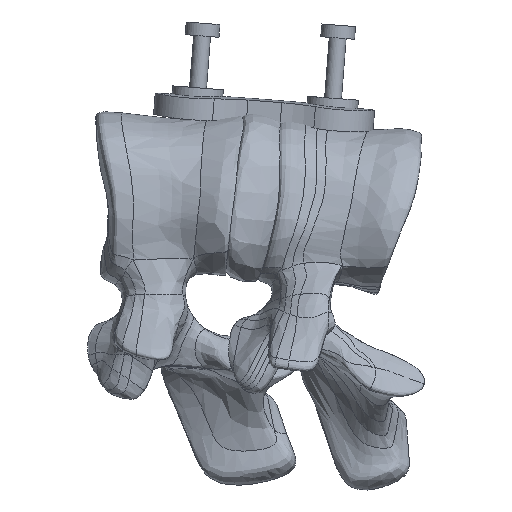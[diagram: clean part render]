
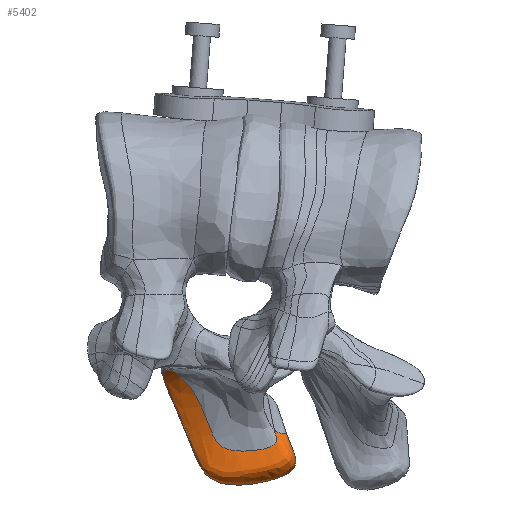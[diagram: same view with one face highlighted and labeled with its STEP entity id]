
A CAD part, left-side view. The second image highlights one B-rep face of the part: STEP entity #5402.
In plain terms, the highlighted free-form (B-spline) face has degree [3, 3] with [10, 6] control points.
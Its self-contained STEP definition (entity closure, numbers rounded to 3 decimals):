
#296=FACE_OUTER_BOUND('',#640,.T.);
#640=EDGE_LOOP('',(#3343,#3344,#3345,#3346,#3347,#3348));
#1002=B_SPLINE_CURVE_WITH_KNOTS('',3,(#6607,#6608,#6609,#6610,#6611),
 .UNSPECIFIED.,.F.,.F.,(4,1,4),(-7.,-6.,-5.),.UNSPECIFIED.);
#1003=B_SPLINE_CURVE_WITH_KNOTS('',3,(#6612,#6613,#6614,#6615,#6616,#6617,
#6618,#6619),.UNSPECIFIED.,.F.,.F.,(4,1,1,1,1,4),(-5.,-4.,-3.,-2.,-1.,0.),
 .UNSPECIFIED.);
#1030=B_SPLINE_CURVE_WITH_KNOTS('',3,(#7128,#7129,#7130,#7131,#7132,#7133),
 .UNSPECIFIED.,.F.,.F.,(4,1,1,4),(0.,1.,2.,3.),
 .UNSPECIFIED.);
#1031=B_SPLINE_CURVE_WITH_KNOTS('',3,(#7195,#7196,#7197,#7198,#7199,#7200,
#7201,#7202,#7203,#7204),.UNSPECIFIED.,.F.,.F.,(4,1,1,1,1,1,1,4),(0.,1.,
2.,3.,4.,5.,6.,7.),.UNSPECIFIED.);
#1032=B_SPLINE_CURVE_WITH_KNOTS('',3,(#7206,#7207,#7208,#7209,#7210),
 .UNSPECIFIED.,.F.,.F.,(4,1,4),(1.,2.,3.),.UNSPECIFIED.);
#1033=B_SPLINE_CURVE_WITH_KNOTS('',3,(#7211,#7212,#7213,#7214),
 .UNSPECIFIED.,.F.,.F.,(4,4),(0.,1.),.UNSPECIFIED.);
#1801=VERTEX_POINT('',#6457);
#1808=VERTEX_POINT('',#6526);
#1809=VERTEX_POINT('',#6606);
#1829=VERTEX_POINT('',#7114);
#1830=VERTEX_POINT('',#7194);
#1831=VERTEX_POINT('',#7205);
#2388=EDGE_CURVE('',#1809,#1808,#1002,.F.);
#2389=EDGE_CURVE('',#1801,#1809,#1003,.F.);
#2416=EDGE_CURVE('',#1829,#1801,#1030,.T.);
#2417=EDGE_CURVE('',#1829,#1830,#1031,.T.);
#2418=EDGE_CURVE('',#1831,#1808,#1032,.T.);
#2419=EDGE_CURVE('',#1830,#1831,#1033,.T.);
#3343=ORIENTED_EDGE('',*,*,#2417,.F.);
#3344=ORIENTED_EDGE('',*,*,#2416,.T.);
#3345=ORIENTED_EDGE('',*,*,#2389,.T.);
#3346=ORIENTED_EDGE('',*,*,#2388,.T.);
#3347=ORIENTED_EDGE('',*,*,#2418,.F.);
#3348=ORIENTED_EDGE('',*,*,#2419,.F.);
#5106=B_SPLINE_SURFACE_WITH_KNOTS('',3,3,((#7134,#7135,#7136,#7137,#7138,
#7139),(#7140,#7141,#7142,#7143,#7144,#7145),(#7146,#7147,#7148,#7149,#7150,
#7151),(#7152,#7153,#7154,#7155,#7156,#7157),(#7158,#7159,#7160,#7161,#7162,
#7163),(#7164,#7165,#7166,#7167,#7168,#7169),(#7170,#7171,#7172,#7173,#7174,
#7175),(#7176,#7177,#7178,#7179,#7180,#7181),(#7182,#7183,#7184,#7185,#7186,
#7187),(#7188,#7189,#7190,#7191,#7192,#7193)),.UNSPECIFIED.,.F.,.F.,.F.,
(4,1,1,1,1,1,1,4),(4,1,1,4),(-7.,-6.,-5.,-4.,-3.,-2.,-1.,0.),(0.,1.,2.,
3.),.UNSPECIFIED.);
#5402=ADVANCED_FACE('',(#296),#5106,.T.);
#6457=CARTESIAN_POINT('',(-2.424,1110.089,-52.004));
#6526=CARTESIAN_POINT('',(-5.486,1134.465,-37.56));
#6606=CARTESIAN_POINT('',(-2.368,1126.199,-49.264));
#6607=CARTESIAN_POINT('Ctrl Pts',(-5.486,1134.465,-37.56));
#6608=CARTESIAN_POINT('Ctrl Pts',(-4.645,1133.834,-38.095));
#6609=CARTESIAN_POINT('Ctrl Pts',(-3.007,1129.299,-41.66));
#6610=CARTESIAN_POINT('Ctrl Pts',(-2.499,1127.151,-46.743));
#6611=CARTESIAN_POINT('Ctrl Pts',(-2.368,1126.199,-49.264));
#6612=CARTESIAN_POINT('Ctrl Pts',(-2.368,1126.199,-49.264));
#6613=CARTESIAN_POINT('Ctrl Pts',(-2.236,1125.246,-51.786));
#6614=CARTESIAN_POINT('Ctrl Pts',(-2.217,1123.585,-56.79));
#6615=CARTESIAN_POINT('Ctrl Pts',(-2.98,1116.966,-57.222));
#6616=CARTESIAN_POINT('Ctrl Pts',(-3.433,1110.739,-56.491));
#6617=CARTESIAN_POINT('Ctrl Pts',(-3.157,1109.034,-54.192));
#6618=CARTESIAN_POINT('Ctrl Pts',(-2.439,1109.705,-53.837));
#6619=CARTESIAN_POINT('Ctrl Pts',(-2.424,1110.089,-52.004));
#7114=CARTESIAN_POINT('',(0.,1107.211,-52.905));
#7128=CARTESIAN_POINT('Ctrl Pts',(0.,1107.211,-52.905));
#7129=CARTESIAN_POINT('Ctrl Pts',(-0.606,1107.211,-52.905));
#7130=CARTESIAN_POINT('Ctrl Pts',(-1.67,1108.25,-52.879));
#7131=CARTESIAN_POINT('Ctrl Pts',(-2.185,1109.142,-52.74));
#7132=CARTESIAN_POINT('Ctrl Pts',(-2.329,1109.698,-52.406));
#7133=CARTESIAN_POINT('Ctrl Pts',(-2.424,1110.089,-52.004));
#7134=CARTESIAN_POINT('Ctrl Pts',(0.,1136.077,-38.933));
#7135=CARTESIAN_POINT('Ctrl Pts',(-0.66,1136.077,-38.933));
#7136=CARTESIAN_POINT('Ctrl Pts',(-1.724,1137.165,-38.477));
#7137=CARTESIAN_POINT('Ctrl Pts',(-3.3,1135.7,-38.063));
#7138=CARTESIAN_POINT('Ctrl Pts',(-4.44,1134.997,-37.716));
#7139=CARTESIAN_POINT('Ctrl Pts',(-5.486,1134.465,-37.56));
#7140=CARTESIAN_POINT('Ctrl Pts',(0.,1135.95,-40.305));
#7141=CARTESIAN_POINT('Ctrl Pts',(-0.509,1135.95,-40.305));
#7142=CARTESIAN_POINT('Ctrl Pts',(-1.357,1136.818,-39.926));
#7143=CARTESIAN_POINT('Ctrl Pts',(-2.799,1134.931,-39.424));
#7144=CARTESIAN_POINT('Ctrl Pts',(-4.115,1134.422,-38.05));
#7145=CARTESIAN_POINT('Ctrl Pts',(-4.645,1133.834,-38.095));
#7146=CARTESIAN_POINT('Ctrl Pts',(0.,1135.165,-43.72));
#7147=CARTESIAN_POINT('Ctrl Pts',(-0.268,1135.165,-43.72));
#7148=CARTESIAN_POINT('Ctrl Pts',(-0.738,1135.317,-43.632));
#7149=CARTESIAN_POINT('Ctrl Pts',(-1.708,1132.622,-42.849));
#7150=CARTESIAN_POINT('Ctrl Pts',(-2.497,1130.364,-42.121));
#7151=CARTESIAN_POINT('Ctrl Pts',(-3.007,1129.299,-41.66));
#7152=CARTESIAN_POINT('Ctrl Pts',(0.,1130.534,-52.125));
#7153=CARTESIAN_POINT('Ctrl Pts',(-0.003,1130.534,-52.125));
#7154=CARTESIAN_POINT('Ctrl Pts',(-0.01,1129.917,-52.007));
#7155=CARTESIAN_POINT('Ctrl Pts',(-0.985,1128.351,-51.179));
#7156=CARTESIAN_POINT('Ctrl Pts',(-1.818,1126.991,-50.163));
#7157=CARTESIAN_POINT('Ctrl Pts',(-2.246,1126.077,-49.284));
#7158=CARTESIAN_POINT('Ctrl Pts',(0.,1127.419,-64.036));
#7159=CARTESIAN_POINT('Ctrl Pts',(-0.666,1127.419,-64.036));
#7160=CARTESIAN_POINT('Ctrl Pts',(-1.835,1127.208,-63.618));
#7161=CARTESIAN_POINT('Ctrl Pts',(-1.859,1125.883,-61.502));
#7162=CARTESIAN_POINT('Ctrl Pts',(-1.866,1124.547,-58.97));
#7163=CARTESIAN_POINT('Ctrl Pts',(-2.217,1123.585,-56.79));
#7164=CARTESIAN_POINT('Ctrl Pts',(0.,1118.103,-65.878));
#7165=CARTESIAN_POINT('Ctrl Pts',(-1.614,1118.103,-65.878));
#7166=CARTESIAN_POINT('Ctrl Pts',(-4.447,1118.2,-63.063));
#7167=CARTESIAN_POINT('Ctrl Pts',(-3.825,1117.696,-60.658));
#7168=CARTESIAN_POINT('Ctrl Pts',(-2.933,1117.222,-58.817));
#7169=CARTESIAN_POINT('Ctrl Pts',(-2.98,1116.966,-57.222));
#7170=CARTESIAN_POINT('Ctrl Pts',(0.,1105.806,-62.892));
#7171=CARTESIAN_POINT('Ctrl Pts',(-1.994,1105.806,-62.892));
#7172=CARTESIAN_POINT('Ctrl Pts',(-5.492,1107.722,-61.031));
#7173=CARTESIAN_POINT('Ctrl Pts',(-4.919,1109.431,-59.305));
#7174=CARTESIAN_POINT('Ctrl Pts',(-3.713,1110.306,-57.828));
#7175=CARTESIAN_POINT('Ctrl Pts',(-3.433,1110.739,-56.491));
#7176=CARTESIAN_POINT('Ctrl Pts',(0.,1104.273,-58.995));
#7177=CARTESIAN_POINT('Ctrl Pts',(-1.34,1104.273,-58.995));
#7178=CARTESIAN_POINT('Ctrl Pts',(-3.691,1104.757,-58.19));
#7179=CARTESIAN_POINT('Ctrl Pts',(-3.787,1106.801,-56.388));
#7180=CARTESIAN_POINT('Ctrl Pts',(-3.288,1108.329,-54.998));
#7181=CARTESIAN_POINT('Ctrl Pts',(-3.157,1109.034,-54.192));
#7182=CARTESIAN_POINT('Ctrl Pts',(0.,1106.342,-55.315));
#7183=CARTESIAN_POINT('Ctrl Pts',(-0.749,1106.342,-55.315));
#7184=CARTESIAN_POINT('Ctrl Pts',(-2.064,1107.388,-55.256));
#7185=CARTESIAN_POINT('Ctrl Pts',(-2.461,1108.508,-54.868));
#7186=CARTESIAN_POINT('Ctrl Pts',(-2.431,1109.24,-54.336));
#7187=CARTESIAN_POINT('Ctrl Pts',(-2.439,1109.705,-53.837));
#7188=CARTESIAN_POINT('Ctrl Pts',(0.,1107.211,-52.905));
#7189=CARTESIAN_POINT('Ctrl Pts',(-0.606,1107.211,-52.905));
#7190=CARTESIAN_POINT('Ctrl Pts',(-1.67,1108.25,-52.879));
#7191=CARTESIAN_POINT('Ctrl Pts',(-2.185,1109.142,-52.74));
#7192=CARTESIAN_POINT('Ctrl Pts',(-2.329,1109.698,-52.406));
#7193=CARTESIAN_POINT('Ctrl Pts',(-2.424,1110.089,-52.004));
#7194=CARTESIAN_POINT('',(0.,1136.077,-38.933));
#7195=CARTESIAN_POINT('Ctrl Pts',(0.,1107.211,-52.905));
#7196=CARTESIAN_POINT('Ctrl Pts',(0.,1106.342,-55.315));
#7197=CARTESIAN_POINT('Ctrl Pts',(0.,1104.273,-58.995));
#7198=CARTESIAN_POINT('Ctrl Pts',(0.,1105.806,-62.892));
#7199=CARTESIAN_POINT('Ctrl Pts',(0.,1118.103,-65.878));
#7200=CARTESIAN_POINT('Ctrl Pts',(0.,1127.419,-64.036));
#7201=CARTESIAN_POINT('Ctrl Pts',(0.,1130.534,-52.125));
#7202=CARTESIAN_POINT('Ctrl Pts',(0.,1135.165,-43.72));
#7203=CARTESIAN_POINT('Ctrl Pts',(0.,1135.95,-40.305));
#7204=CARTESIAN_POINT('Ctrl Pts',(0.,1136.077,-38.933));
#7205=CARTESIAN_POINT('',(-1.72,1136.649,-38.522));
#7206=CARTESIAN_POINT('Ctrl Pts',(-1.72,1136.649,-38.522));
#7207=CARTESIAN_POINT('Ctrl Pts',(-2.249,1136.677,-38.339));
#7208=CARTESIAN_POINT('Ctrl Pts',(-3.3,1135.7,-38.063));
#7209=CARTESIAN_POINT('Ctrl Pts',(-4.44,1134.997,-37.716));
#7210=CARTESIAN_POINT('Ctrl Pts',(-5.486,1134.465,-37.56));
#7211=CARTESIAN_POINT('Ctrl Pts',(0.,1136.077,-38.933));
#7212=CARTESIAN_POINT('Ctrl Pts',(-0.66,1136.077,-38.933));
#7213=CARTESIAN_POINT('Ctrl Pts',(-1.192,1136.621,-38.705));
#7214=CARTESIAN_POINT('Ctrl Pts',(-1.72,1136.649,-38.522));
